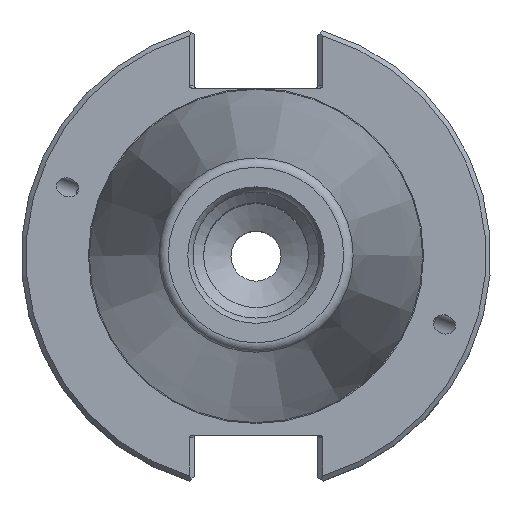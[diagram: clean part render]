
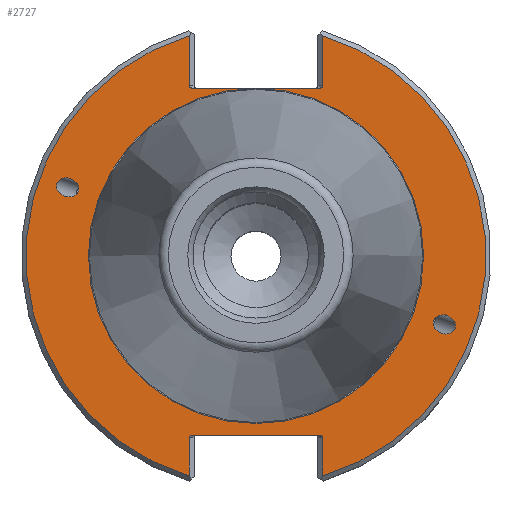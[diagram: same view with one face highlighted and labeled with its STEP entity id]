
A CAD part, top view. The second image highlights one B-rep face of the part: STEP entity #2727.
In plain terms, the highlighted planar face has unit normal (0, 0, 1).
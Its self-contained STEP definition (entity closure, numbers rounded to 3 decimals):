
#24=ELLIPSE('',#2906,2.381,1.95);
#25=ELLIPSE('',#2912,0.707,0.5);
#26=ELLIPSE('',#2914,0.707,0.5);
#27=ELLIPSE('',#2919,2.381,1.95);
#35=ELLIPSE('',#2944,0.707,0.5);
#36=ELLIPSE('',#2946,0.707,0.5);
#86=LINE('',#4183,#167);
#87=LINE('',#4192,#168);
#92=LINE('',#4211,#173);
#93=LINE('',#4223,#174);
#103=LINE('',#4257,#184);
#114=LINE('',#4304,#195);
#167=VECTOR('',#3343,1000.);
#168=VECTOR('',#3350,1000.);
#173=VECTOR('',#3365,1000.);
#174=VECTOR('',#3376,1000.);
#184=VECTOR('',#3402,1000.);
#195=VECTOR('',#3447,1000.);
#235=PLANE('',#2945);
#353=CIRCLE('',#2904,35.118);
#354=CIRCLE('',#2909,48.21);
#355=CIRCLE('',#2917,48.21);
#798=ORIENTED_EDGE('',*,*,#1061,.F.);
#799=ORIENTED_EDGE('',*,*,#1060,.T.);
#800=ORIENTED_EDGE('',*,*,#1058,.T.);
#801=ORIENTED_EDGE('',*,*,#1054,.T.);
#802=ORIENTED_EDGE('',*,*,#1076,.F.);
#803=ORIENTED_EDGE('',*,*,#1052,.T.);
#804=ORIENTED_EDGE('',*,*,#1050,.T.);
#805=ORIENTED_EDGE('',*,*,#1048,.T.);
#806=ORIENTED_EDGE('',*,*,#1047,.T.);
#807=ORIENTED_EDGE('',*,*,#1095,.T.);
#808=ORIENTED_EDGE('',*,*,#1097,.F.);
#809=ORIENTED_EDGE('',*,*,#1098,.T.);
#810=ORIENTED_EDGE('',*,*,#1062,.T.);
#811=ORIENTED_EDGE('',*,*,#1044,.F.);
#812=ORIENTED_EDGE('',*,*,#1043,.F.);
#1043=EDGE_CURVE('',#1258,#1258,#353,.T.);
#1044=EDGE_CURVE('',#1259,#1259,#24,.T.);
#1047=EDGE_CURVE('',#1260,#1261,#86,.T.);
#1048=EDGE_CURVE('',#1262,#1260,#354,.T.);
#1050=EDGE_CURVE('',#1263,#1262,#87,.T.);
#1052=EDGE_CURVE('',#1264,#1263,#25,.F.);
#1054=EDGE_CURVE('',#1265,#1266,#26,.F.);
#1058=EDGE_CURVE('',#1267,#1265,#92,.T.);
#1060=EDGE_CURVE('',#1268,#1267,#355,.T.);
#1061=EDGE_CURVE('',#1269,#1269,#27,.T.);
#1062=EDGE_CURVE('',#1270,#1268,#93,.T.);
#1076=EDGE_CURVE('',#1264,#1266,#103,.T.);
#1095=EDGE_CURVE('',#1261,#1288,#35,.F.);
#1097=EDGE_CURVE('',#1289,#1288,#114,.T.);
#1098=EDGE_CURVE('',#1289,#1270,#36,.F.);
#1258=VERTEX_POINT('',#4171);
#1259=VERTEX_POINT('',#4174);
#1260=VERTEX_POINT('',#4180);
#1261=VERTEX_POINT('',#4182);
#1262=VERTEX_POINT('',#4186);
#1263=VERTEX_POINT('',#4193);
#1264=VERTEX_POINT('',#4197);
#1265=VERTEX_POINT('',#4201);
#1266=VERTEX_POINT('',#4202);
#1267=VERTEX_POINT('',#4210);
#1268=VERTEX_POINT('',#4217);
#1269=VERTEX_POINT('',#4221);
#1270=VERTEX_POINT('',#4224);
#1288=VERTEX_POINT('',#4301);
#1289=VERTEX_POINT('',#4305);
#1524=EDGE_LOOP('',(#798));
#1525=EDGE_LOOP('',(#799,#800,#801,#802,#803,#804,#805,#806,#807,#808,#809,
#810));
#1526=EDGE_LOOP('',(#811));
#1527=EDGE_LOOP('',(#812));
#1710=FACE_BOUND('',#1524,.T.);
#1711=FACE_BOUND('',#1525,.T.);
#1712=FACE_BOUND('',#1526,.T.);
#1713=FACE_BOUND('',#1527,.T.);
#2727=ADVANCED_FACE('',(#1710,#1711,#1712,#1713),#235,.T.);
#2904=AXIS2_PLACEMENT_3D('',#4170,#3334,#3335);
#2906=AXIS2_PLACEMENT_3D('',#4173,#3338,#3339);
#2909=AXIS2_PLACEMENT_3D('',#4185,#3346,#3347);
#2912=AXIS2_PLACEMENT_3D('',#4196,#3354,#3355);
#2914=AXIS2_PLACEMENT_3D('',#4200,#3359,#3360);
#2917=AXIS2_PLACEMENT_3D('',#4218,#3368,#3369);
#2919=AXIS2_PLACEMENT_3D('',#4220,#3372,#3373);
#2944=AXIS2_PLACEMENT_3D('',#4300,#3442,#3443);
#2945=AXIS2_PLACEMENT_3D('',#4303,#3445,#3446);
#2946=AXIS2_PLACEMENT_3D('',#4306,#3448,#3449);
#3334=DIRECTION('',(0.,0.,1.));
#3335=DIRECTION('',(1.,0.,0.));
#3338=DIRECTION('',(0.,0.,1.));
#3339=DIRECTION('',(-0.94,0.342,0.));
#3343=DIRECTION('',(0.,-1.,0.));
#3346=DIRECTION('',(0.,0.,1.));
#3347=DIRECTION('',(1.,0.,0.));
#3350=DIRECTION('',(0.,-1.,0.));
#3354=DIRECTION('',(0.,0.,1.));
#3355=DIRECTION('',(1.,0.,0.));
#3359=DIRECTION('',(0.,0.,1.));
#3360=DIRECTION('',(1.,0.,0.));
#3365=DIRECTION('',(0.,1.,0.));
#3368=DIRECTION('',(0.,0.,1.));
#3369=DIRECTION('',(1.,0.,0.));
#3372=DIRECTION('',(0.,0.,1.));
#3373=DIRECTION('',(0.94,-0.342,0.));
#3376=DIRECTION('',(0.,1.,0.));
#3402=DIRECTION('',(-1.,0.,0.));
#3442=DIRECTION('',(0.,0.,1.));
#3443=DIRECTION('',(-1.,0.,0.));
#3445=DIRECTION('',(0.,0.,1.));
#3446=DIRECTION('',(1.,0.,0.));
#3447=DIRECTION('',(1.,0.,0.));
#3448=DIRECTION('',(0.,0.,1.));
#3449=DIRECTION('',(-1.,0.,0.));
#4170=CARTESIAN_POINT('',(0.,0.,-3.17));
#4171=CARTESIAN_POINT('',(35.118,0.,-3.17));
#4173=CARTESIAN_POINT('',(39.467,-14.365,-3.17));
#4174=CARTESIAN_POINT('',(37.23,-13.551,-3.17));
#4180=CARTESIAN_POINT('',(13.955,46.146,-3.17));
#4182=CARTESIAN_POINT('',(13.955,35.66,-3.17));
#4183=CARTESIAN_POINT('',(13.955,35.16,-3.17));
#4185=CARTESIAN_POINT('',(0.,0.,-3.17));
#4186=CARTESIAN_POINT('',(13.955,-46.146,-3.17));
#4192=CARTESIAN_POINT('',(13.955,-47.619,-3.17));
#4193=CARTESIAN_POINT('',(13.955,-38.07,-3.17));
#4196=CARTESIAN_POINT('',(13.248,-38.07,-3.17));
#4197=CARTESIAN_POINT('',(13.248,-37.57,-3.17));
#4200=CARTESIAN_POINT('',(-13.248,-38.07,-3.17));
#4201=CARTESIAN_POINT('',(-13.955,-38.07,-3.17));
#4202=CARTESIAN_POINT('',(-13.248,-37.57,-3.17));
#4210=CARTESIAN_POINT('',(-13.955,-46.146,-3.17));
#4211=CARTESIAN_POINT('',(-13.955,-37.57,-3.17));
#4217=CARTESIAN_POINT('',(-13.955,46.146,-3.17));
#4218=CARTESIAN_POINT('',(0.,0.,-3.17));
#4220=CARTESIAN_POINT('',(-39.467,14.365,-3.17));
#4221=CARTESIAN_POINT('',(-37.23,13.551,-3.17));
#4223=CARTESIAN_POINT('',(-13.955,47.619,-3.17));
#4224=CARTESIAN_POINT('',(-13.955,35.66,-3.17));
#4257=CARTESIAN_POINT('',(12.955,-37.57,-3.17));
#4300=CARTESIAN_POINT('',(13.248,35.66,-3.17));
#4301=CARTESIAN_POINT('',(13.248,35.16,-3.17));
#4303=CARTESIAN_POINT('',(35.118,0.,-3.17));
#4304=CARTESIAN_POINT('',(-12.955,35.16,-3.17));
#4305=CARTESIAN_POINT('',(-13.248,35.16,-3.17));
#4306=CARTESIAN_POINT('',(-13.248,35.66,-3.17));
